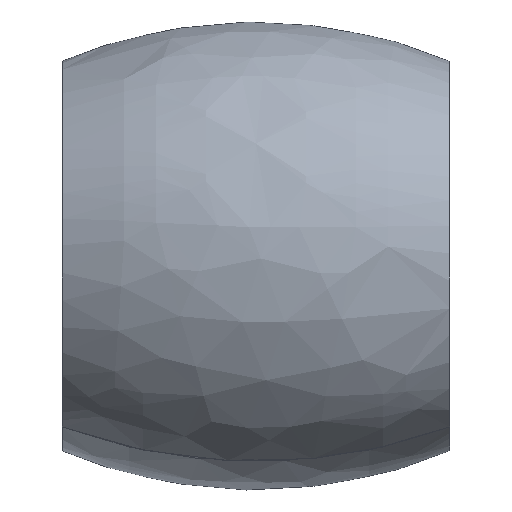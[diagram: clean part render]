
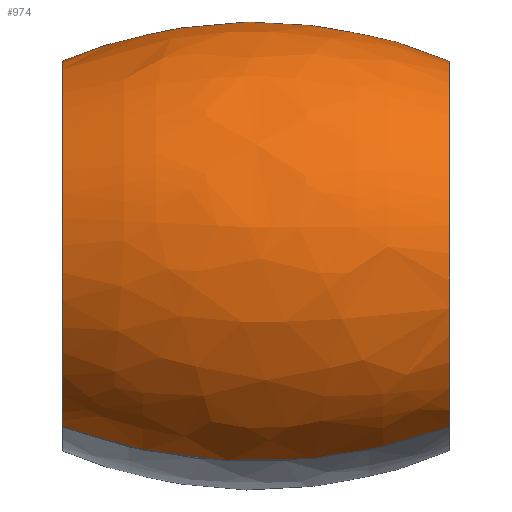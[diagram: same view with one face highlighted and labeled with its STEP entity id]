
A CAD part, left-side view. The second image highlights one B-rep face of the part: STEP entity #974.
In plain terms, the highlighted free-form (B-spline) face has degree [2, 2] with [5, 3] control points.
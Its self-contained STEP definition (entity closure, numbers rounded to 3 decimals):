
#974 = ADVANCED_FACE('',(#975),#1019,.T.);
#975 = FACE_BOUND('',#976,.T.);
#976 = EDGE_LOOP('',(#977,#989,#1000,#1010));
#977 = ORIENTED_EDGE('',*,*,#978,.T.);
#978 = EDGE_CURVE('',#979,#981,#983,.T.);
#979 = VERTEX_POINT('',#980);
#980 = CARTESIAN_POINT('',(48.7,201.984,
    89.144));
#981 = VERTEX_POINT('',#982);
#982 = CARTESIAN_POINT('',(-48.7,201.984,
    -89.144));
#983 = ( BOUNDED_CURVE() B_SPLINE_CURVE(2,(#984,#985,#986,#987,#988),
.UNSPECIFIED.,.F.,.F.) B_SPLINE_CURVE_WITH_KNOTS((3,2,3),(0.,
1.571,3.142),.PIECEWISE_BEZIER_KNOTS.) CURVE() 
GEOMETRIC_REPRESENTATION_ITEM() RATIONAL_B_SPLINE_CURVE((1.,
0.707,1.,0.707,1.)) REPRESENTATION_ITEM('') );
#984 = CARTESIAN_POINT('',(48.7,201.984,
    89.144));
#985 = CARTESIAN_POINT('',(-40.444,201.984,
    137.844));
#986 = CARTESIAN_POINT('',(-89.144,201.984,48.7
    ));
#987 = CARTESIAN_POINT('',(-137.844,201.984,
    -40.444));
#988 = CARTESIAN_POINT('',(-48.7,201.984,-89.144
    ));
#989 = ORIENTED_EDGE('',*,*,#990,.T.);
#990 = EDGE_CURVE('',#981,#991,#993,.T.);
#991 = VERTEX_POINT('',#992);
#992 = CARTESIAN_POINT('',(-48.7,0.,-89.144));
#993 = B_SPLINE_CURVE_WITH_KNOTS('',5,(#994,#995,#996,#997,#998,#999),
  .UNSPECIFIED.,.F.,.F.,(6,6),(236.801,398.279),
  .PIECEWISE_BEZIER_KNOTS.);
#994 = CARTESIAN_POINT('',(-48.7,201.984,
    -89.144));
#995 = CARTESIAN_POINT('',(-56.435,163.758,
    -103.303));
#996 = CARTESIAN_POINT('',(-60.511,122.311,
    -110.765));
#997 = CARTESIAN_POINT('',(-60.511,79.673,
    -110.765));
#998 = CARTESIAN_POINT('',(-56.435,38.226,
    -103.303));
#999 = CARTESIAN_POINT('',(-48.7,0.,-89.144));
#1000 = ORIENTED_EDGE('',*,*,#1001,.T.);
#1001 = EDGE_CURVE('',#991,#1002,#1004,.T.);
#1002 = VERTEX_POINT('',#1003);
#1003 = CARTESIAN_POINT('',(48.7,0.,89.144));
#1004 = ( BOUNDED_CURVE() B_SPLINE_CURVE(2,(#1005,#1006,#1007,#1008,
#1009),.UNSPECIFIED.,.F.,.F.) B_SPLINE_CURVE_WITH_KNOTS((3,2,3),(
    0.,1.571,3.142),
.PIECEWISE_BEZIER_KNOTS.) CURVE() GEOMETRIC_REPRESENTATION_ITEM() 
RATIONAL_B_SPLINE_CURVE((1.,0.707,1.,0.707,1.)) 
REPRESENTATION_ITEM('') );
#1005 = CARTESIAN_POINT('',(-48.7,0.,-89.144));
#1006 = CARTESIAN_POINT('',(-137.844,0.,-40.444));
#1007 = CARTESIAN_POINT('',(-89.144,0.,48.7));
#1008 = CARTESIAN_POINT('',(-40.444,0.,137.844));
#1009 = CARTESIAN_POINT('',(48.7,0.,89.144));
#1010 = ORIENTED_EDGE('',*,*,#1011,.T.);
#1011 = EDGE_CURVE('',#1002,#979,#1012,.T.);
#1012 = B_SPLINE_CURVE_WITH_KNOTS('',5,(#1013,#1014,#1015,#1016,#1017,
    #1018),.UNSPECIFIED.,.F.,.F.,(6,6),(0.,161.479),
  .PIECEWISE_BEZIER_KNOTS.);
#1013 = CARTESIAN_POINT('',(48.7,0.,89.144));
#1014 = CARTESIAN_POINT('',(56.435,38.226,
    103.303));
#1015 = CARTESIAN_POINT('',(60.511,79.673,
    110.765));
#1016 = CARTESIAN_POINT('',(60.511,122.311,
    110.765));
#1017 = CARTESIAN_POINT('',(56.435,163.758,
    103.303));
#1018 = CARTESIAN_POINT('',(48.7,201.984,
    89.144));
#1019 = ( BOUNDED_SURFACE() B_SPLINE_SURFACE(2,2,(
    (#1020,#1021,#1022)
    ,(#1023,#1024,#1025)
    ,(#1026,#1027,#1028)
    ,(#1029,#1030,#1031)
    ,(#1032,#1033,#1034
)),.UNSPECIFIED.,.F.,.F.,.F.) B_SPLINE_SURFACE_WITH_KNOTS((3,2,3),(3,3),
  (0.,1.571,3.142),(0.,0.799),
.PIECEWISE_BEZIER_KNOTS.) GEOMETRIC_REPRESENTATION_ITEM() 
RATIONAL_B_SPLINE_SURFACE((
    (1.,0.921,1.)
    ,(0.707,0.651,0.707)
    ,(1.,0.921,1.)
    ,(0.707,0.651,0.707)
,(1.,0.921,1.))) REPRESENTATION_ITEM('') SURFACE() );
#1020 = CARTESIAN_POINT('',(48.7,201.984,
    89.144));
#1021 = CARTESIAN_POINT('',(69.136,100.992,
    126.553));
#1022 = CARTESIAN_POINT('',(48.7,0.,
    89.144));
#1023 = CARTESIAN_POINT('',(-40.444,201.984,
    137.844));
#1024 = CARTESIAN_POINT('',(-57.417,100.992,
    195.689));
#1025 = CARTESIAN_POINT('',(-40.444,0.,
    137.844));
#1026 = CARTESIAN_POINT('',(-89.144,201.984,
    48.7));
#1027 = CARTESIAN_POINT('',(-126.553,100.992,
    69.136));
#1028 = CARTESIAN_POINT('',(-89.144,0.,
    48.7));
#1029 = CARTESIAN_POINT('',(-137.844,201.984,
    -40.444));
#1030 = CARTESIAN_POINT('',(-195.689,100.992,
    -57.417));
#1031 = CARTESIAN_POINT('',(-137.844,0.,
    -40.444));
#1032 = CARTESIAN_POINT('',(-48.7,201.984,
    -89.144));
#1033 = CARTESIAN_POINT('',(-69.136,100.992,
    -126.553));
#1034 = CARTESIAN_POINT('',(-48.7,0.,
    -89.144));
